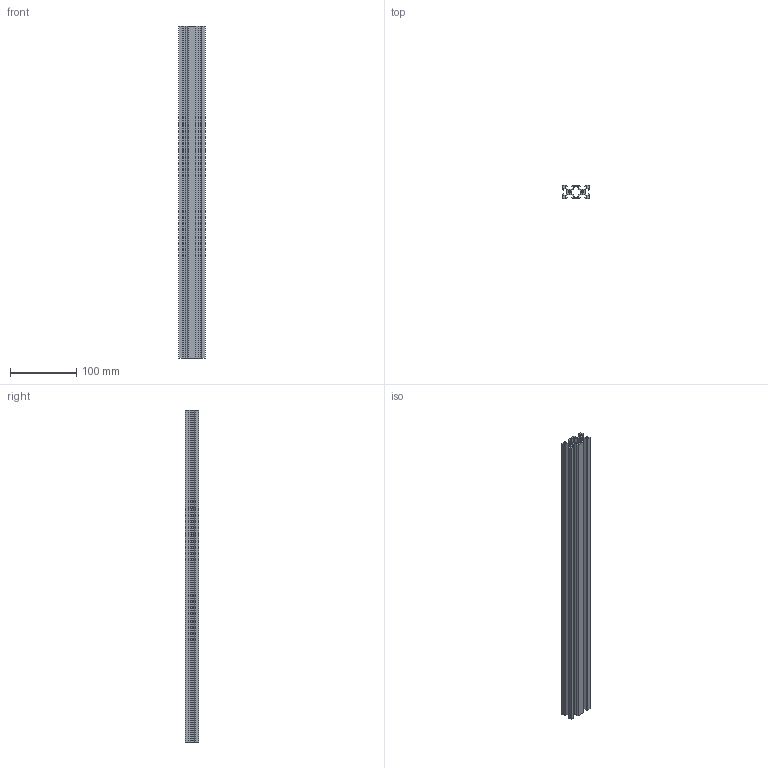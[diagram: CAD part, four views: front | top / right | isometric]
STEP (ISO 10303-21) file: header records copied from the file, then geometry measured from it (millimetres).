
FILE_DESCRIPTION(/* description */ ('STEP AP214','CAx-IF Rec.Pracs.---Representation and Presentation of Product Manufacturing Information (PMI)---4.0---2014-10-13'),/* implementation_level */ '2;1');
FILE_NAME(/* name */ '2040 Aluminium Profile.step',/* time_stamp */ '2025-08-01T18:00:38+05:30',/* author */ (''),/* organization */ (''),/* preprocessor_version */ 'ST-DEVELOPER v20',/* originating_system */ 'Autodesk Translation Framework v13.20.0.188',/* authorisation */ '');
FILE_SCHEMA (('AP242_MANAGED_MODEL_BASED_3D_ENGINEERING_MIM_LF { 1 0 10303 442 1 1 4 }'));
Length unit declared in the file: millimetre
Products named in the file (1): 2040 Aluminim profile
Bounding box: 40 x 20 x 500 mm (x, y, z)
Volume: 150635.6 mm3; surface area: 148190 mm2
Topology: 1 solids, 1 shells, 98 faces, 288 edges, 192 vertices
Faces by surface type: plane 96, cylinder 2
Full cylindrical faces by diameter (mm): 4 x2
Entity records: 3248 total; most frequent: CARTESIAN_POINT 579, ORIENTED_EDGE 576, DIRECTION 490, EDGE_CURVE 288, LINE 284, VECTOR 284, VERTEX_POINT 192, EDGE_LOOP 104
